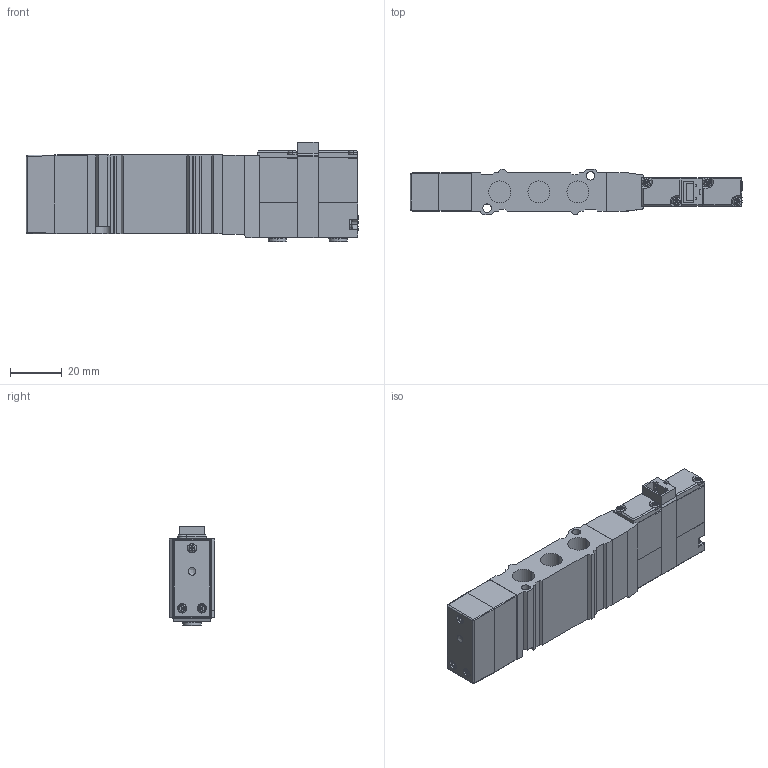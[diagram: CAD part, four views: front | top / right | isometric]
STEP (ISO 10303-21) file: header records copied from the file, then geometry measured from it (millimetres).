
FILE_DESCRIPTION (( 'STEP AP203' ), '1' );
FILE_NAME ('SVM5322P.STEP', '2022-08-02T11:32:33', ( '' ), ( '' ), 'SwSTEP 2.0', 'SolidWorks 2022', '' );
FILE_SCHEMA (( 'CONFIG_CONTROL_DESIGN' ));
Length unit declared in the file: millimetre
Products named in the file (1): SVM5322P
Bounding box: 128.3 x 17.6 x 38.5 mm (x, y, z)
Volume: 52804 mm3; surface area: 24568.9 mm2
Topology: 22 solids, 22 shells, 1187 faces, 3160 edges, 2049 vertices
Faces by surface type: plane 584, cylinder 466, bspline 71, cone 66
Entity records: 44810 total; most frequent: CARTESIAN_POINT 15610, ORIENTED_EDGE 6260, DIRECTION 5746, EDGE_CURVE 3130, VERTEX_POINT 2049, LINE 1972, VECTOR 1972, AXIS2_PLACEMENT_3D 1887
